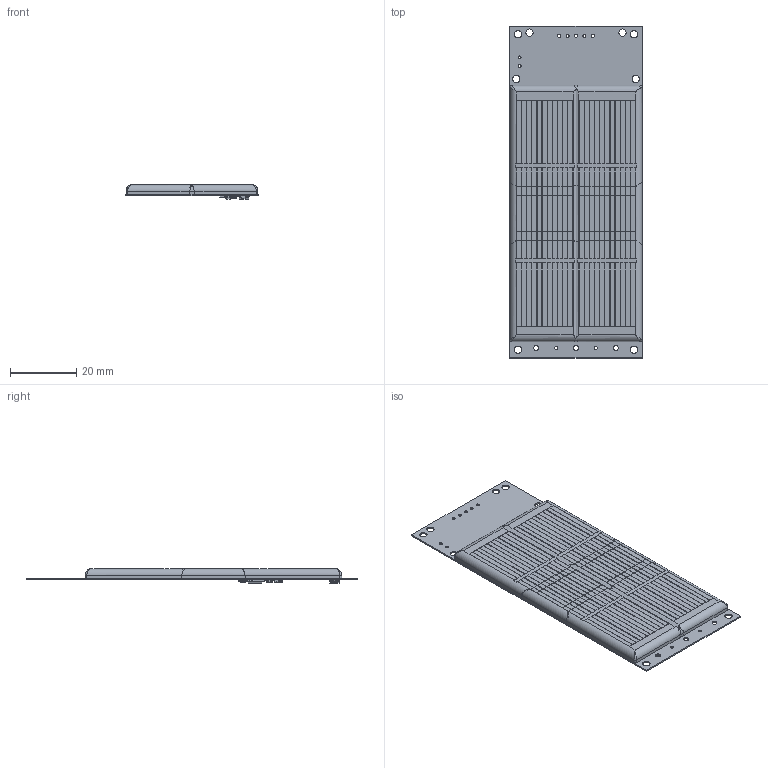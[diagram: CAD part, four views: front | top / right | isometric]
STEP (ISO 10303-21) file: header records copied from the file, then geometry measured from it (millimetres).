
FILE_DESCRIPTION(('Open CASCADE Model'),'2;1');
FILE_NAME('Open CASCADE Shape Model','2022-04-08T18:38:48',('Author'),( 'Open CASCADE'),'Open CASCADE STEP processor 6.8','Open CASCADE 6.8' ,'Unknown');
FILE_SCHEMA(('AUTOMOTIVE_DESIGN { 1 0 10303 214 1 1 1 1 }'));
Length unit declared in the file: millimetre
Products named in the file (35): PCB; Board; Open CASCADE STEP translator 6.8 1.1.1; VT1; SOT-23-1; User_Library-SOT-23-1_1_1; User_Library-SOT-23-1_2_1; User_Library-SOT-23-1_3_1; User_Library-SOT-23-1_4_1; User_Library-SOT-23-1_5_1; R7; chip_0402_r; U1; User_Library-TSS0P8-1; R6; R5; R4; R3; R2; R1; chip_1206_r; L1; User_Library-FB_2012-1; User_Library-FB_2012-1_Pad001; User_Library-FB_2012-1_Cut; C6; SW3dPS-0805_SMD_Capacitor; C5; User_Library-0402(1005M)_Cap; C4; C3; C2; C1; Free-Models; Polycrystalline_Solar_Panel,_0.5V,_250_mA
Assembly tree (46 placements, depth 4):
  PCB
    Board
      Open CASCADE STEP translator 6.8 1.1.1
    VT1
      SOT-23-1
        User_Library-SOT-23-1_1_1
        User_Library-SOT-23-1_2_1
        User_Library-SOT-23-1_3_1
        User_Library-SOT-23-1_4_1
        User_Library-SOT-23-1_5_1
    R7
      chip_0402_r
    U1
      User_Library-TSS0P8-1
    R6
      chip_0402_r
    R5
      chip_0402_r
    R4
      chip_0402_r
    R3
      chip_0402_r
    R2
      chip_0402_r
    R1
      chip_1206_r
    L1
      User_Library-FB_2012-1
        User_Library-FB_2012-1_Pad001
        User_Library-FB_2012-1_Cut
    C6
      SW3dPS-0805_SMD_Capacitor
    C5
      User_Library-0402(1005M)_Cap
    C4
      User_Library-0402(1005M)_Cap
    C3
      User_Library-0402(1005M)_Cap
    C2
      SW3dPS-0805_SMD_Capacitor
    C1
      SW3dPS-0805_SMD_Capacitor
    Free-Models
      Polycrystalline_Solar_Panel,_0.5V,_250_mA  x4
Bounding box: 40 x 100 x 4.5 mm (x, y, z)
Volume: 13012 mm3; surface area: 15750.1 mm2
Topology: 75 solids, 75 shells, 2259 faces, 5703 edges, 3514 vertices
Faces by surface type: plane 1268, bspline 526, cylinder 441, sphere 24
Full cylindrical faces by diameter (mm): 0.9 x11, 1.5 x3, 2.2 x8
Entity records: 39885 total; most frequent: CARTESIAN_POINT 14188, ORIENTED_EDGE 4320, DIRECTION 3648, EDGE_CURVE 2160, LINE 1470, VECTOR 1470, VERTEX_POINT 1360, AXIS2_PLACEMENT_3D 1089
